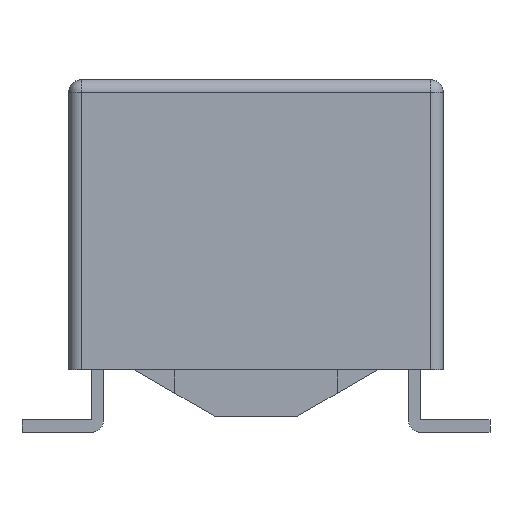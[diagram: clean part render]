
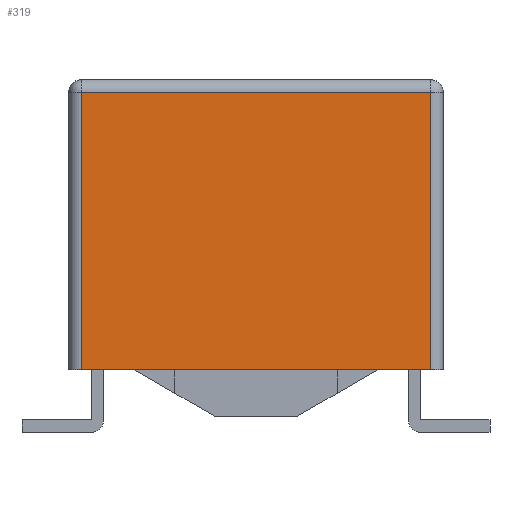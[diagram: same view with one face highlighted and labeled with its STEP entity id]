
A CAD part, left-side view. The second image highlights one B-rep face of the part: STEP entity #319.
In plain terms, the highlighted planar face has unit normal (-1, 0, 0).
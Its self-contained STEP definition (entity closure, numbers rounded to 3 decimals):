
#319=ADVANCED_FACE('',(#14251),#14253,.T.);
#14251=FACE_BOUND('',#14252,.T.);
#14252=EDGE_LOOP('',(#25193,#25194,#25195,#25196));
#14253=PLANE('',#14254);
#14254=AXIS2_PLACEMENT_3D('',#14255,#14256,#14257);
#14255=CARTESIAN_POINT('',(-5.,3.,1.));
#14256=DIRECTION('',(-1.,0.,0.));
#14257=DIRECTION('',(0.,-1.,0.));
#25193=ORIENTED_EDGE('',*,*,#33970,.F.);
#25194=ORIENTED_EDGE('',*,*,#33971,.F.);
#25195=ORIENTED_EDGE('',*,*,#33946,.T.);
#25196=ORIENTED_EDGE('',*,*,#33969,.T.);
#33946=EDGE_CURVE('',#38407,#38405,#38408,.T.);
#33969=EDGE_CURVE('',#38405,#38446,#38448,.T.);
#33970=EDGE_CURVE('',#38449,#38446,#38450,.T.);
#33971=EDGE_CURVE('',#38407,#38449,#38451,.T.);
#38405=VERTEX_POINT('',#45883);
#38407=VERTEX_POINT('',#45888);
#38408=LINE('',#45889,#45890);
#38446=VERTEX_POINT('',#45978);
#38448=LINE('',#45983,#45984);
#38449=VERTEX_POINT('',#45986);
#38450=LINE('',#45987,#45988);
#38451=LINE('',#45990,#45991);
#45883=CARTESIAN_POINT('',(-5.,-2.8,1.));
#45888=CARTESIAN_POINT('',(-5.,2.8,1.));
#45889=CARTESIAN_POINT('',(-5.,2.8,1.));
#45890=VECTOR('',#45891,1.);
#45891=DIRECTION('',(0.,-1.,0.));
#45978=CARTESIAN_POINT('',(-5.,-2.8,5.45));
#45983=CARTESIAN_POINT('',(-5.,-2.8,1.));
#45984=VECTOR('',#45985,1.);
#45985=DIRECTION('',(0.,0.,1.));
#45986=CARTESIAN_POINT('',(-5.,2.8,5.45));
#45987=CARTESIAN_POINT('',(-5.,2.8,5.45));
#45988=VECTOR('',#45989,1.);
#45989=DIRECTION('',(0.,-1.,0.));
#45990=CARTESIAN_POINT('',(-5.,2.8,1.));
#45991=VECTOR('',#45992,1.);
#45992=DIRECTION('',(0.,0.,1.));
